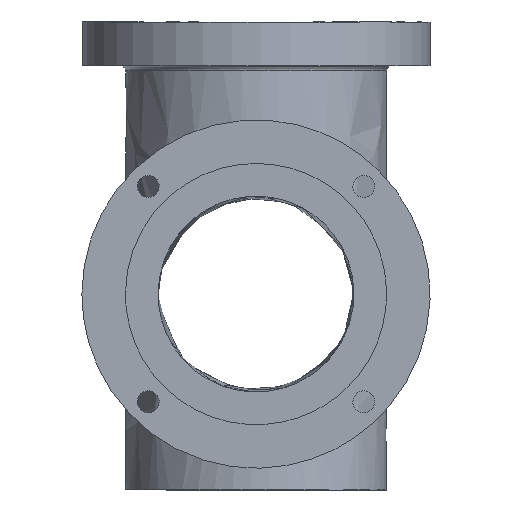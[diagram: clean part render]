
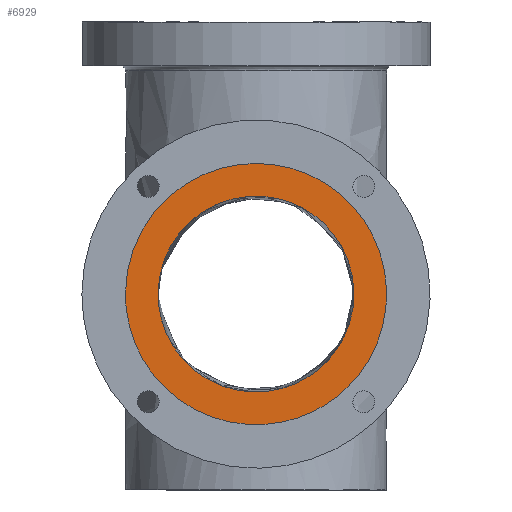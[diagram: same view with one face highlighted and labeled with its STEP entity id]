
A CAD part, left-side view. The second image highlights one B-rep face of the part: STEP entity #6929.
In plain terms, the highlighted free-form (B-spline) face has degree [1, 1] with [2, 2] control points.
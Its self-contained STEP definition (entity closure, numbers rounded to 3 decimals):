
#5847 = ( BOUNDED_SURFACE() B_SPLINE_SURFACE(2,1,(
    (#5848,#5849)
    ,(#5850,#5851)
    ,(#5852,#5853)
    ,(#5854,#5855)
    ,(#5856,#5857)
    ,(#5858,#5859)
    ,(#5860,#5861
)),.UNSPECIFIED.,.T.,.F.,.F.) B_SPLINE_SURFACE_WITH_KNOTS((3,2,2,3),(2,2
    ),(0.,2.094,4.189,6.283),(-0.35,0.),
.PIECEWISE_BEZIER_KNOTS.) GEOMETRIC_REPRESENTATION_ITEM() 
RATIONAL_B_SPLINE_SURFACE((
    (1.,1.)
    ,(0.5,0.5)
    ,(1.,1.)
    ,(0.5,0.5)
    ,(1.,1.)
    ,(0.5,0.5)
,(1.,1.))) REPRESENTATION_ITEM('') SURFACE() );
#5848 = CARTESIAN_POINT('',(-14.,6.,0.));
#5849 = CARTESIAN_POINT('',(-13.65,6.,0.));
#5850 = CARTESIAN_POINT('',(-14.,6.,10.392));
#5851 = CARTESIAN_POINT('',(-13.65,6.,10.392));
#5852 = CARTESIAN_POINT('',(-14.,-3.,5.196));
#5853 = CARTESIAN_POINT('',(-13.65,-3.,5.196));
#5854 = CARTESIAN_POINT('',(-14.,-12.,0.));
#5855 = CARTESIAN_POINT('',(-13.65,-12.,0.));
#5856 = CARTESIAN_POINT('',(-14.,-3.,-5.196));
#5857 = CARTESIAN_POINT('',(-13.65,-3.,-5.196));
#5858 = CARTESIAN_POINT('',(-14.,6.,-10.392));
#5859 = CARTESIAN_POINT('',(-13.65,6.,-10.392));
#5860 = CARTESIAN_POINT('',(-14.,6.,0.));
#5861 = CARTESIAN_POINT('',(-13.65,6.,0.));
#6633 = VERTEX_POINT('',#6634);
#6634 = CARTESIAN_POINT('',(-14.,6.,0.));
#6654 = EDGE_CURVE('',#6633,#6633,#6655,.T.);
#6655 = SURFACE_CURVE('',#6656,(#6664,#6675),.PCURVE_S1.);
#6656 = ( BOUNDED_CURVE() B_SPLINE_CURVE(2,(#6657,#6658,#6659,#6660,
#6661,#6662,#6663),.UNSPECIFIED.,.T.,.F.) B_SPLINE_CURVE_WITH_KNOTS((1,2
    ,2,2,2,1),(-2.094,0.,2.094,4.189,
6.283,8.378),.UNSPECIFIED.) CURVE() 
GEOMETRIC_REPRESENTATION_ITEM() RATIONAL_B_SPLINE_CURVE((1.,0.5,1.,0.5,
1.,0.5,1.)) REPRESENTATION_ITEM('') );
#6657 = CARTESIAN_POINT('',(-14.,6.,0.));
#6658 = CARTESIAN_POINT('',(-14.,6.,10.392));
#6659 = CARTESIAN_POINT('',(-14.,-3.,5.196));
#6660 = CARTESIAN_POINT('',(-14.,-12.,0.));
#6661 = CARTESIAN_POINT('',(-14.,-3.,-5.196));
#6662 = CARTESIAN_POINT('',(-14.,6.,-10.392));
#6663 = CARTESIAN_POINT('',(-14.,6.,0.));
#6664 = PCURVE('',#5847,#6665);
#6665 = DEFINITIONAL_REPRESENTATION('',(#6666),#6674);
#6666 = B_SPLINE_CURVE_WITH_KNOTS('',2,(#6667,#6668,#6669,#6670,#6671,
    #6672,#6673),.UNSPECIFIED.,.F.,.F.,(3,2,2,3),(0.,2.094
    ,4.189,6.283),.PIECEWISE_BEZIER_KNOTS.);
#6667 = CARTESIAN_POINT('',(0.,-0.35));
#6668 = CARTESIAN_POINT('',(1.047,-0.35));
#6669 = CARTESIAN_POINT('',(2.094,-0.35));
#6670 = CARTESIAN_POINT('',(3.142,-0.35));
#6671 = CARTESIAN_POINT('',(4.189,-0.35));
#6672 = CARTESIAN_POINT('',(5.236,-0.35));
#6673 = CARTESIAN_POINT('',(6.283,-0.35));
#6674 = ( GEOMETRIC_REPRESENTATION_CONTEXT(2) 
PARAMETRIC_REPRESENTATION_CONTEXT() REPRESENTATION_CONTEXT('2D SPACE',''
  ) );
#6675 = PCURVE('',#6676,#6681);
#6676 = B_SPLINE_SURFACE_WITH_KNOTS('',1,1,(
    (#6677,#6678)
    ,(#6679,#6680
    )),.UNSPECIFIED.,.F.,.F.,.F.,(2,2),(2,2),(-6.,6.),(-6.,6.),
  .PIECEWISE_BEZIER_KNOTS.);
#6677 = CARTESIAN_POINT('',(-14.,6.,-6.));
#6678 = CARTESIAN_POINT('',(-14.,-6.,-6.));
#6679 = CARTESIAN_POINT('',(-14.,6.,6.));
#6680 = CARTESIAN_POINT('',(-14.,-6.,6.));
#6681 = DEFINITIONAL_REPRESENTATION('',(#6682),#6690);
#6682 = ( BOUNDED_CURVE() B_SPLINE_CURVE(2,(#6683,#6684,#6685,#6686,
#6687,#6688,#6689),.UNSPECIFIED.,.T.,.F.) B_SPLINE_CURVE_WITH_KNOTS((3,2
    ,2,3),(0.,2.094,4.189,6.283),
.PIECEWISE_BEZIER_KNOTS.) CURVE() GEOMETRIC_REPRESENTATION_ITEM() 
RATIONAL_B_SPLINE_CURVE((1.,0.5,1.,0.5,1.,0.5,1.)) REPRESENTATION_ITEM(
  '') );
#6683 = CARTESIAN_POINT('',(0.,-6.));
#6684 = CARTESIAN_POINT('',(10.392,-6.));
#6685 = CARTESIAN_POINT('',(5.196,3.));
#6686 = CARTESIAN_POINT('',(0.,12.));
#6687 = CARTESIAN_POINT('',(-5.196,3.));
#6688 = CARTESIAN_POINT('',(-10.392,-6.));
#6689 = CARTESIAN_POINT('',(0.,-6.));
#6690 = ( GEOMETRIC_REPRESENTATION_CONTEXT(2) 
PARAMETRIC_REPRESENTATION_CONTEXT() REPRESENTATION_CONTEXT('2D SPACE',''
  ) );
#6929 = ADVANCED_FACE('',(#6930,#6933),#6676,.F.);
#6930 = FACE_BOUND('',#6931,.F.);
#6931 = EDGE_LOOP('',(#6932));
#6932 = ORIENTED_EDGE('',*,*,#6654,.T.);
#6933 = FACE_BOUND('',#6934,.F.);
#6934 = EDGE_LOOP('',(#6935));
#6935 = ORIENTED_EDGE('',*,*,#6936,.F.);
#6936 = EDGE_CURVE('',#6937,#6937,#6939,.T.);
#6937 = VERTEX_POINT('',#6938);
#6938 = CARTESIAN_POINT('',(-14.,4.5,0.));
#6939 = SURFACE_CURVE('',#6940,(#6948,#6959),.PCURVE_S1.);
#6940 = ( BOUNDED_CURVE() B_SPLINE_CURVE(2,(#6941,#6942,#6943,#6944,
#6945,#6946,#6947),.UNSPECIFIED.,.T.,.F.) B_SPLINE_CURVE_WITH_KNOTS((1,2
    ,2,2,2,1),(-2.094,0.,2.094,4.189,
6.283,8.378),.UNSPECIFIED.) CURVE() 
GEOMETRIC_REPRESENTATION_ITEM() RATIONAL_B_SPLINE_CURVE((1.,0.5,1.,0.5,
1.,0.5,1.)) REPRESENTATION_ITEM('') );
#6941 = CARTESIAN_POINT('',(-14.,4.5,0.));
#6942 = CARTESIAN_POINT('',(-14.,4.5,7.794));
#6943 = CARTESIAN_POINT('',(-14.,-2.25,3.897));
#6944 = CARTESIAN_POINT('',(-14.,-9.,0.));
#6945 = CARTESIAN_POINT('',(-14.,-2.25,-3.897));
#6946 = CARTESIAN_POINT('',(-14.,4.5,-7.794));
#6947 = CARTESIAN_POINT('',(-14.,4.5,0.));
#6948 = PCURVE('',#6676,#6949);
#6949 = DEFINITIONAL_REPRESENTATION('',(#6950),#6958);
#6950 = ( BOUNDED_CURVE() B_SPLINE_CURVE(2,(#6951,#6952,#6953,#6954,
#6955,#6956,#6957),.UNSPECIFIED.,.T.,.F.) B_SPLINE_CURVE_WITH_KNOTS((3,2
    ,2,3),(0.,2.094,4.189,6.283),
.PIECEWISE_BEZIER_KNOTS.) CURVE() GEOMETRIC_REPRESENTATION_ITEM() 
RATIONAL_B_SPLINE_CURVE((1.,0.5,1.,0.5,1.,0.5,1.)) REPRESENTATION_ITEM(
  '') );
#6951 = CARTESIAN_POINT('',(0.,-4.5));
#6952 = CARTESIAN_POINT('',(7.794,-4.5));
#6953 = CARTESIAN_POINT('',(3.897,2.25));
#6954 = CARTESIAN_POINT('',(0.,9.));
#6955 = CARTESIAN_POINT('',(-3.897,2.25));
#6956 = CARTESIAN_POINT('',(-7.794,-4.5));
#6957 = CARTESIAN_POINT('',(0.,-4.5));
#6958 = ( GEOMETRIC_REPRESENTATION_CONTEXT(2) 
PARAMETRIC_REPRESENTATION_CONTEXT() REPRESENTATION_CONTEXT('2D SPACE',''
  ) );
#6959 = PCURVE('',#6960,#6975);
#6960 = ( BOUNDED_SURFACE() B_SPLINE_SURFACE(2,1,(
    (#6961,#6962)
    ,(#6963,#6964)
    ,(#6965,#6966)
    ,(#6967,#6968)
    ,(#6969,#6970)
    ,(#6971,#6972)
    ,(#6973,#6974
)),.UNSPECIFIED.,.T.,.F.,.F.) B_SPLINE_SURFACE_WITH_KNOTS((3,2,2,3),(2,2
    ),(0.,2.094,4.189,6.283),(-5014.,
    -5003.956),.PIECEWISE_BEZIER_KNOTS.) 
GEOMETRIC_REPRESENTATION_ITEM() RATIONAL_B_SPLINE_SURFACE((
    (1.,1.)
    ,(0.5,0.5)
    ,(1.,1.)
    ,(0.5,0.5)
    ,(1.,1.)
    ,(0.5,0.5)
,(1.,1.))) REPRESENTATION_ITEM('') SURFACE() );
#6961 = CARTESIAN_POINT('',(-14.,4.5,0.));
#6962 = CARTESIAN_POINT('',(-3.956,4.5,0.)
  );
#6963 = CARTESIAN_POINT('',(-14.,4.5,7.794));
#6964 = CARTESIAN_POINT('',(-3.956,4.5,
    7.794));
#6965 = CARTESIAN_POINT('',(-14.,-2.25,3.897));
#6966 = CARTESIAN_POINT('',(-3.956,-2.25,
    3.897));
#6967 = CARTESIAN_POINT('',(-14.,-9.,0.));
#6968 = CARTESIAN_POINT('',(-3.956,-9.,0.)
  );
#6969 = CARTESIAN_POINT('',(-14.,-2.25,-3.897));
#6970 = CARTESIAN_POINT('',(-3.956,-2.25,
    -3.897));
#6971 = CARTESIAN_POINT('',(-14.,4.5,-7.794));
#6972 = CARTESIAN_POINT('',(-3.956,4.5,
    -7.794));
#6973 = CARTESIAN_POINT('',(-14.,4.5,0.));
#6974 = CARTESIAN_POINT('',(-3.956,4.5,0.)
  );
#6975 = DEFINITIONAL_REPRESENTATION('',(#6976),#6984);
#6976 = B_SPLINE_CURVE_WITH_KNOTS('',2,(#6977,#6978,#6979,#6980,#6981,
    #6982,#6983),.UNSPECIFIED.,.F.,.F.,(3,2,2,3),(0.,
    2.094,4.189,6.283),.UNSPECIFIED.);
#6977 = CARTESIAN_POINT('',(0.,-5014.));
#6978 = CARTESIAN_POINT('',(1.047,-5014.));
#6979 = CARTESIAN_POINT('',(2.094,-5014.));
#6980 = CARTESIAN_POINT('',(3.142,-5014.));
#6981 = CARTESIAN_POINT('',(4.189,-5014.));
#6982 = CARTESIAN_POINT('',(5.236,-5014.));
#6983 = CARTESIAN_POINT('',(6.283,-5014.));
#6984 = ( GEOMETRIC_REPRESENTATION_CONTEXT(2) 
PARAMETRIC_REPRESENTATION_CONTEXT() REPRESENTATION_CONTEXT('2D SPACE',''
  ) );
